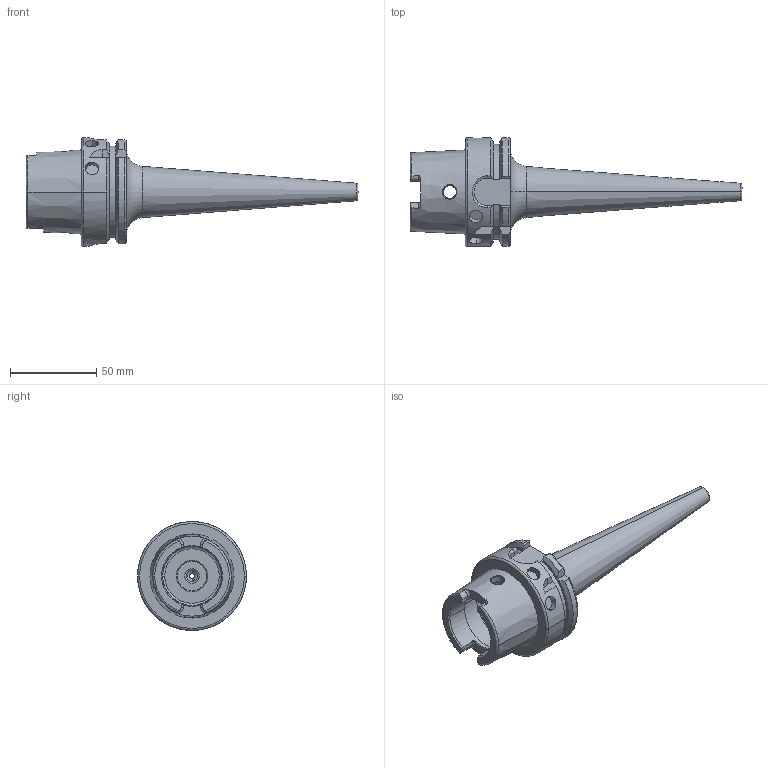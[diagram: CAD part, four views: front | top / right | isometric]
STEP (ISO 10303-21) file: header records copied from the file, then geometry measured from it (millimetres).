
FILE_DESCRIPTION (( 'STEP AP203' ), '1' );
FILE_NAME ('F1A063H-SFK03160.STEP', '2024-06-25T10:56:13', ( '' ), ( '' ), 'SwSTEP 2.0', 'SolidWorks 2024', '' );
FILE_SCHEMA (( 'CONFIG_CONTROL_DESIGN' ));
Length unit declared in the file: millimetre
Products named in the file (1): F1A063H-SFK03160
Bounding box: 192 x 63 x 63 mm (x, y, z)
Volume: 126242.6 mm3; surface area: 32953.5 mm2
Topology: 1 solids, 1 shells, 172 faces, 441 edges, 274 vertices
Faces by surface type: cylinder 55, plane 49, cone 29, torus 25, bspline 14
Entity records: 6772 total; most frequent: CARTESIAN_POINT 2697, ORIENTED_EDGE 878, DIRECTION 780, EDGE_CURVE 439, AXIS2_PLACEMENT_3D 312, VERTEX_POINT 274, EDGE_LOOP 189, FACE_OUTER_BOUND 172
